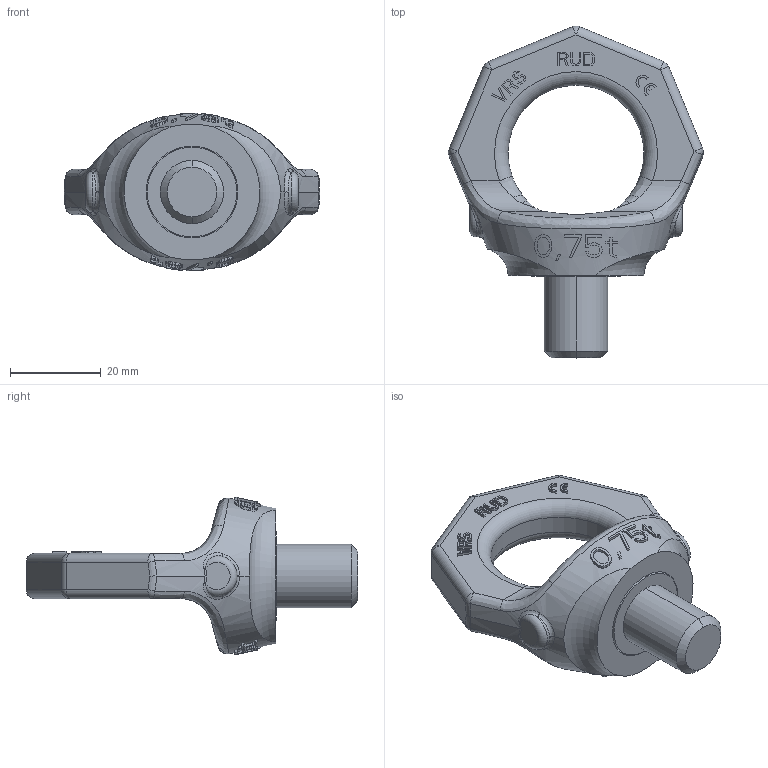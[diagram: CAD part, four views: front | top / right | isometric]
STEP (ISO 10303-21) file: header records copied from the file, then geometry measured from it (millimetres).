
FILE_DESCRIPTION((''),'2;1');
FILE_NAME('001-M35306-P-5_ASM','2018-08-21T',('Andreas.Wendler'),(''),'PRO/ENGINEER BY PARAMETRIC TECHNOLOGY CORPORATION, 2011490','PRO/ENGINEER BY PARAMETRIC TECHNOLOGY CORPORATION, 2011490','');
FILE_SCHEMA(('CONFIG_CONTROL_DESIGN'));
Length unit declared in the file: millimetre
Products named in the file (3): 001-M35306-P-1; 001-M32448-P-1; 001-M35306-P-5_ASM
Assembly tree (2 placements, depth 2):
  001-M35306-P-5_ASM
    001-M35306-P-1
    001-M32448-P-1
Bounding box: 56.34 x 73.28 x 34.8 mm (x, y, z)
Volume: 26375.4 mm3; surface area: 10141.8 mm2
Topology: 2 solids, 2 shells, 579 faces, 1583 edges, 1036 vertices
Faces by surface type: plane 472, bspline 54, cylinder 33, sphere 10, torus 8, cone 2
Entity records: 22954 total; most frequent: CARTESIAN_POINT 9422, ORIENTED_EDGE 3166, DIRECTION 2191, EDGE_CURVE 1583, VERTEX_POINT 1036, VECTOR 915, LINE 915, AXIS2_PLACEMENT_3D 638
